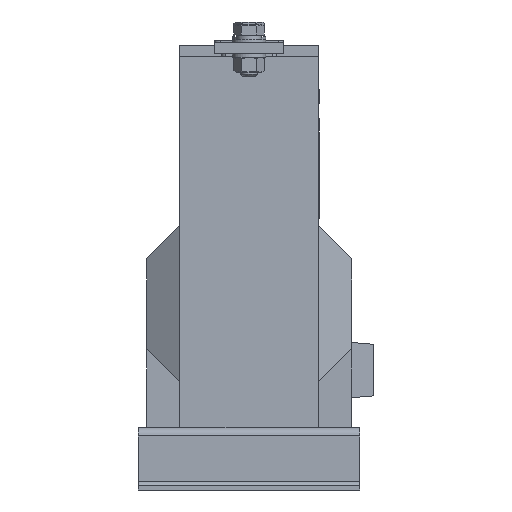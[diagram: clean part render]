
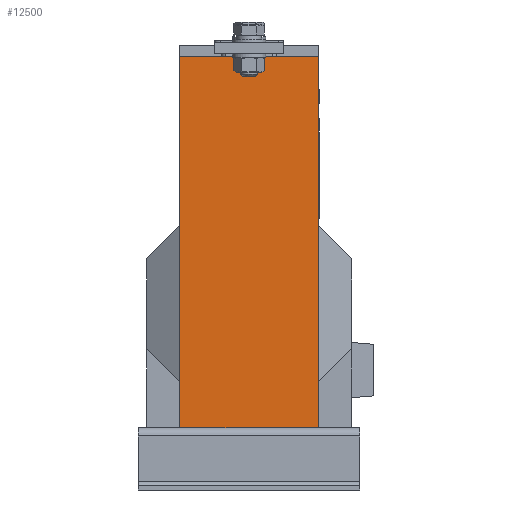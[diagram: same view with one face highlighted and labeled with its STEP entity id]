
A CAD part, left-side view. The second image highlights one B-rep face of the part: STEP entity #12500.
In plain terms, the highlighted planar face has unit normal (-1, 0, 0).
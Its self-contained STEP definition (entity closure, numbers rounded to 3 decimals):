
#1129 = CARTESIAN_POINT ( 'NONE',  ( -104.7, -74., 268. ) ) ;
#2540 = CARTESIAN_POINT ( 'NONE',  ( -104.7, 50., 276. ) ) ;
#3781 = EDGE_CURVE ( 'NONE', #104500, #28938, #86777, .T. ) ;
#12500 = ADVANCED_FACE ( 'NONE', ( #121792 ), #94815, .F. ) ;
#16289 = LINE ( 'NONE', #184450, #55822 ) ;
#19451 = ORIENTED_EDGE ( 'NONE', *, *, #161434, .T. ) ;
#23295 = EDGE_CURVE ( 'NONE', #28938, #146153, #16289, .T. ) ;
#28938 = VERTEX_POINT ( 'NONE', #44989 ) ;
#33171 = DIRECTION ( 'NONE',  ( 0., -1., 0. ) ) ;
#35235 = EDGE_LOOP ( 'NONE', ( #138300, #115551, #172587, #19451 ) ) ;
#35439 = DIRECTION ( 'NONE',  ( 0., 1., 0. ) ) ;
#44989 = CARTESIAN_POINT ( 'NONE',  ( -104.7, -50., 0. ) ) ;
#55822 = VECTOR ( 'NONE', #183795, 1000. ) ;
#76500 = LINE ( 'NONE', #1129, #111661 ) ;
#84615 = AXIS2_PLACEMENT_3D ( 'NONE', #183708, #125011, #35439 ) ;
#86777 = LINE ( 'NONE', #122673, #166280 ) ;
#94815 = PLANE ( 'NONE',  #84615 ) ;
#104290 = VERTEX_POINT ( 'NONE', #134698 ) ;
#104500 = VERTEX_POINT ( 'NONE', #144374 ) ;
#104773 = LINE ( 'NONE', #2540, #179530 ) ;
#111661 = VECTOR ( 'NONE', #120614, 1000. ) ;
#115551 = ORIENTED_EDGE ( 'NONE', *, *, #23295, .T. ) ;
#120614 = DIRECTION ( 'NONE',  ( 0., -1., 0. ) ) ;
#121792 = FACE_OUTER_BOUND ( 'NONE', #35235, .T. ) ;
#122673 = CARTESIAN_POINT ( 'NONE',  ( -104.7, 74., 0. ) ) ;
#125011 = DIRECTION ( 'NONE',  ( 1., 0., 0. ) ) ;
#134698 = CARTESIAN_POINT ( 'NONE',  ( -104.7, 50., 268. ) ) ;
#138300 = ORIENTED_EDGE ( 'NONE', *, *, #3781, .T. ) ;
#138431 = DIRECTION ( 'NONE',  ( 0., 0., -1. ) ) ;
#144374 = CARTESIAN_POINT ( 'NONE',  ( -104.7, 50., 0. ) ) ;
#146153 = VERTEX_POINT ( 'NONE', #186679 ) ;
#157926 = EDGE_CURVE ( 'NONE', #104290, #146153, #76500, .T. ) ;
#161434 = EDGE_CURVE ( 'NONE', #104290, #104500, #104773, .T. ) ;
#166280 = VECTOR ( 'NONE', #33171, 1000. ) ;
#172587 = ORIENTED_EDGE ( 'NONE', *, *, #157926, .F. ) ;
#179530 = VECTOR ( 'NONE', #138431, 1000. ) ;
#183708 = CARTESIAN_POINT ( 'NONE',  ( -104.7, 74., 276. ) ) ;
#183795 = DIRECTION ( 'NONE',  ( 0., 0., 1. ) ) ;
#184450 = CARTESIAN_POINT ( 'NONE',  ( -104.7, -50., 276. ) ) ;
#186679 = CARTESIAN_POINT ( 'NONE',  ( -104.7, -50., 268. ) ) ;
